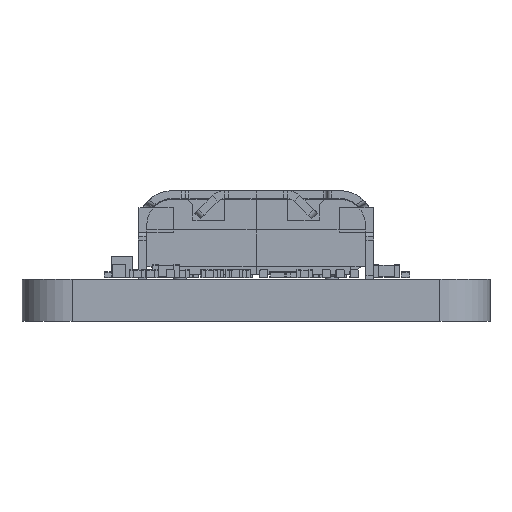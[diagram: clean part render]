
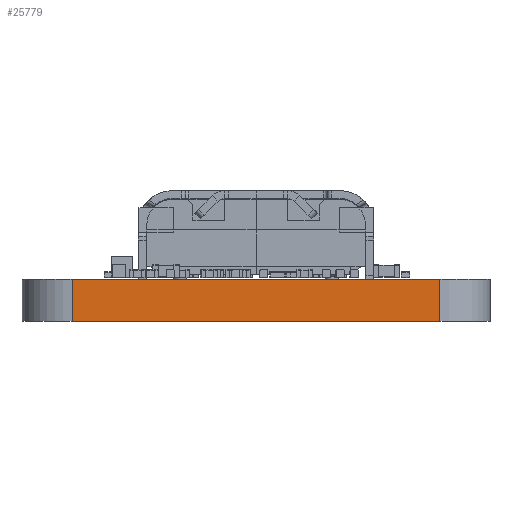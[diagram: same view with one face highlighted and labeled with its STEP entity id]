
A CAD part, left-side view. The second image highlights one B-rep face of the part: STEP entity #25779.
In plain terms, the highlighted planar face has unit normal (-1, 0, 0).
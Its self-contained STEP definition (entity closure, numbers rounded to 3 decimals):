
#24100 = VERTEX_POINT('',#24101);
#24101 = CARTESIAN_POINT('',(97.984,-65.891,0.));
#24108 = EDGE_CURVE('',#24109,#24100,#24111,.T.);
#24109 = VERTEX_POINT('',#24110);
#24110 = CARTESIAN_POINT('',(97.984,-79.861,0.));
#24111 = LINE('',#24112,#24113);
#24112 = CARTESIAN_POINT('',(97.984,-79.861,0.));
#24113 = VECTOR('',#24114,1.);
#24114 = DIRECTION('',(0.,1.,0.));
#24881 = VERTEX_POINT('',#24882);
#24882 = CARTESIAN_POINT('',(97.984,-65.891,1.6));
#24889 = EDGE_CURVE('',#24890,#24881,#24892,.T.);
#24890 = VERTEX_POINT('',#24891);
#24891 = CARTESIAN_POINT('',(97.984,-79.861,1.6));
#24892 = LINE('',#24893,#24894);
#24893 = CARTESIAN_POINT('',(97.984,-79.861,1.6));
#24894 = VECTOR('',#24895,1.);
#24895 = DIRECTION('',(0.,1.,0.));
#25768 = EDGE_CURVE('',#24109,#24890,#25769,.T.);
#25769 = LINE('',#25770,#25771);
#25770 = CARTESIAN_POINT('',(97.984,-79.861,0.));
#25771 = VECTOR('',#25772,1.);
#25772 = DIRECTION('',(0.,0.,1.));
#25779 = ADVANCED_FACE('',(#25780),#25791,.T.);
#25780 = FACE_BOUND('',#25781,.T.);
#25781 = EDGE_LOOP('',(#25782,#25783,#25784,#25790));
#25782 = ORIENTED_EDGE('',*,*,#25768,.T.);
#25783 = ORIENTED_EDGE('',*,*,#24889,.T.);
#25784 = ORIENTED_EDGE('',*,*,#25785,.F.);
#25785 = EDGE_CURVE('',#24100,#24881,#25786,.T.);
#25786 = LINE('',#25787,#25788);
#25787 = CARTESIAN_POINT('',(97.984,-65.891,0.));
#25788 = VECTOR('',#25789,1.);
#25789 = DIRECTION('',(0.,0.,1.));
#25790 = ORIENTED_EDGE('',*,*,#24108,.F.);
#25791 = PLANE('',#25792);
#25792 = AXIS2_PLACEMENT_3D('',#25793,#25794,#25795);
#25793 = CARTESIAN_POINT('',(97.984,-79.861,0.));
#25794 = DIRECTION('',(-1.,0.,0.));
#25795 = DIRECTION('',(0.,1.,0.));
